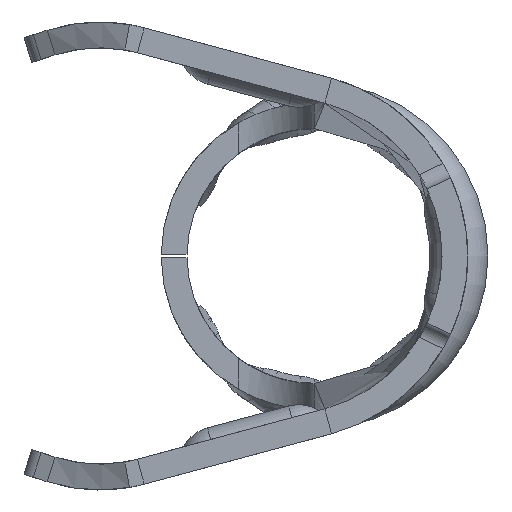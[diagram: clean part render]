
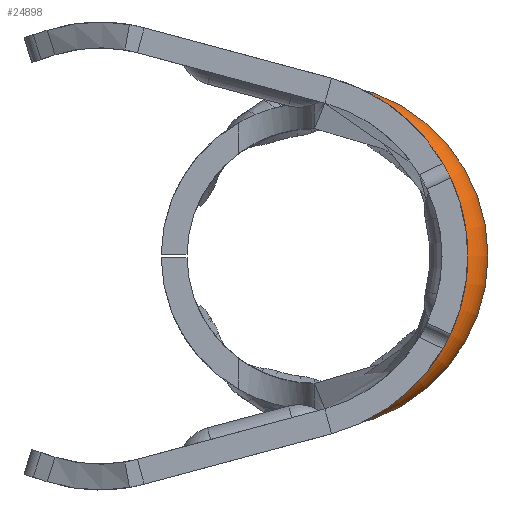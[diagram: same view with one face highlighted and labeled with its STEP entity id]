
A CAD part, left-side view. The second image highlights one B-rep face of the part: STEP entity #24898.
In plain terms, the highlighted toroidal (fillet/blend) face has major radius 2.223 mm and minor radius 0.508 mm.
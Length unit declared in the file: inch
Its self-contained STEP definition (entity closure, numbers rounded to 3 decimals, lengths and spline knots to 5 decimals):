
#243 = CIRCLE ( 'NONE', #14756, 0.02 ) ;
#1027 = ORIENTED_EDGE ( 'NONE', *, *, #12555, .F. ) ;
#1975 = CARTESIAN_POINT ( 'NONE',  ( -0.55146, 0., -0.0875 ) ) ;
#2727 = AXIS2_PLACEMENT_3D ( 'NONE', #12969, #20906, #3100 ) ;
#3100 = DIRECTION ( 'NONE',  ( 0., 0., 1. ) ) ;
#3167 = ORIENTED_EDGE ( 'NONE', *, *, #23309, .F. ) ;
#4485 = DIRECTION ( 'NONE',  ( 0., 0., 1. ) ) ;
#4775 = CIRCLE ( 'NONE', #19305, 0.02 ) ;
#5160 = DIRECTION ( 'NONE',  ( 0., 0., 1. ) ) ;
#5656 = TOROIDAL_SURFACE ( 'NONE', #8982, 0.0875, 0.02 ) ;
#6210 = EDGE_LOOP ( 'NONE', ( #3167, #1027, #16300, #19552 ) ) ;
#6446 = CARTESIAN_POINT ( 'NONE',  ( -0.57, 0., 0.095 ) ) ;
#6976 = CARTESIAN_POINT ( 'NONE',  ( -0.55146, 0., 0.0875 ) ) ;
#8200 = VERTEX_POINT ( 'NONE', #22292 ) ;
#8982 = AXIS2_PLACEMENT_3D ( 'NONE', #15018, #22961, #5160 ) ;
#9800 = EDGE_CURVE ( 'NONE', #8200, #16244, #4775, .T. ) ;
#9886 = DIRECTION ( 'NONE',  ( 0., 1., 0. ) ) ;
#12555 = EDGE_CURVE ( 'NONE', #8200, #17012, #25346, .T. ) ;
#12969 = CARTESIAN_POINT ( 'NONE',  ( -0.57, 0., 0. ) ) ;
#13938 = CIRCLE ( 'NONE', #2727, 0.095 ) ;
#14132 = AXIS2_PLACEMENT_3D ( 'NONE', #14361, #22282, #4485 ) ;
#14361 = CARTESIAN_POINT ( 'NONE',  ( -0.55146, 0., 0. ) ) ;
#14756 = AXIS2_PLACEMENT_3D ( 'NONE', #1975, #9886, #17819 ) ;
#14900 = DIRECTION ( 'NONE',  ( 0., -1., 0. ) ) ;
#15018 = CARTESIAN_POINT ( 'NONE',  ( -0.55146, 0., 0. ) ) ;
#16244 = VERTEX_POINT ( 'NONE', #6446 ) ;
#16300 = ORIENTED_EDGE ( 'NONE', *, *, #9800, .T. ) ;
#16969 = FACE_OUTER_BOUND ( 'NONE', #6210, .T. ) ;
#17012 = VERTEX_POINT ( 'NONE', #21600 ) ;
#17819 = DIRECTION ( 'NONE',  ( 0., 0., 1. ) ) ;
#19305 = AXIS2_PLACEMENT_3D ( 'NONE', #6976, #14900, #22839 ) ;
#19552 = ORIENTED_EDGE ( 'NONE', *, *, #23862, .T. ) ;
#20906 = DIRECTION ( 'NONE',  ( 1., 0., 0. ) ) ;
#20954 = CARTESIAN_POINT ( 'NONE',  ( -0.57, 0., -0.095 ) ) ;
#21311 = VERTEX_POINT ( 'NONE', #20954 ) ;
#21600 = CARTESIAN_POINT ( 'NONE',  ( -0.55146, 0., -0.1075 ) ) ;
#22282 = DIRECTION ( 'NONE',  ( 1., 0., 0. ) ) ;
#22292 = CARTESIAN_POINT ( 'NONE',  ( -0.55146, 0., 0.1075 ) ) ;
#22839 = DIRECTION ( 'NONE',  ( 0., 0., -1. ) ) ;
#22961 = DIRECTION ( 'NONE',  ( -1., 0., 0. ) ) ;
#23309 = EDGE_CURVE ( 'NONE', #17012, #21311, #243, .T. ) ;
#23862 = EDGE_CURVE ( 'NONE', #16244, #21311, #13938, .T. ) ;
#24898 = ADVANCED_FACE ( 'NONE', ( #16969 ), #5656, .T. ) ;
#25346 = CIRCLE ( 'NONE', #14132, 0.1075 ) ;
